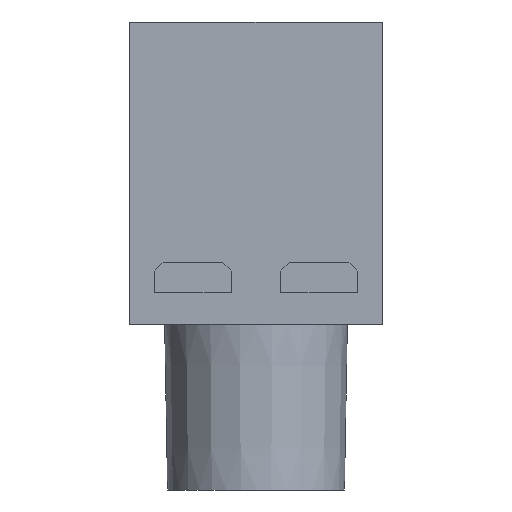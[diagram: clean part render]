
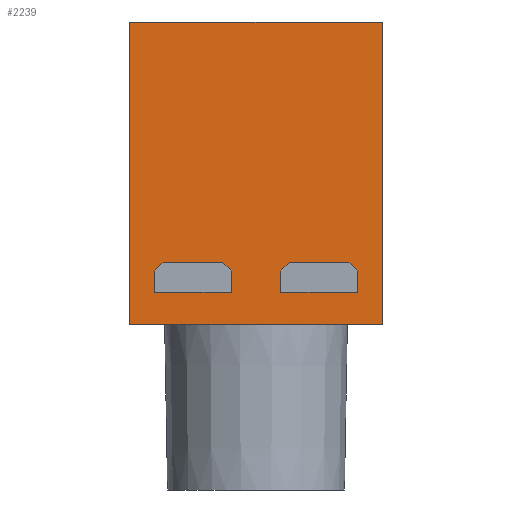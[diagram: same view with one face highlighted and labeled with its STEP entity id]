
A CAD part, front view. The second image highlights one B-rep face of the part: STEP entity #2239.
In plain terms, the highlighted planar face has unit normal (0, -1, 0).
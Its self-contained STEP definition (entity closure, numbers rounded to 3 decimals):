
#1772=PLANE('',#7770);
#2239=ADVANCED_FACE('',(#2496,#2497,#2498),#1772,.F.);
#2496=FACE_BOUND('',#2633,.T.);
#2497=FACE_BOUND('',#2634,.T.);
#2498=FACE_BOUND('',#2635,.T.);
#2633=EDGE_LOOP('',(#3256,#3257,#3258,#3259,#3260,#3261));
#2634=EDGE_LOOP('',(#3262,#3263,#3264,#3265,#3266,#3267));
#2635=EDGE_LOOP('',(#3268,#3269,#3270,#3271));
#3256=ORIENTED_EDGE('',*,*,#5064,.T.);
#3257=ORIENTED_EDGE('',*,*,#5065,.T.);
#3258=ORIENTED_EDGE('',*,*,#5066,.T.);
#3259=ORIENTED_EDGE('',*,*,#5067,.T.);
#3260=ORIENTED_EDGE('',*,*,#5068,.T.);
#3261=ORIENTED_EDGE('',*,*,#5069,.T.);
#3262=ORIENTED_EDGE('',*,*,#5070,.T.);
#3263=ORIENTED_EDGE('',*,*,#5071,.T.);
#3264=ORIENTED_EDGE('',*,*,#5072,.T.);
#3265=ORIENTED_EDGE('',*,*,#5073,.T.);
#3266=ORIENTED_EDGE('',*,*,#5074,.T.);
#3267=ORIENTED_EDGE('',*,*,#5075,.T.);
#3268=ORIENTED_EDGE('',*,*,#4920,.T.);
#3269=ORIENTED_EDGE('',*,*,#5038,.F.);
#3270=ORIENTED_EDGE('',*,*,#5076,.T.);
#3271=ORIENTED_EDGE('',*,*,#5062,.T.);
#4426=VERTEX_POINT('',#9842);
#4427=VERTEX_POINT('',#9844);
#4508=VERTEX_POINT('',#10089);
#4526=VERTEX_POINT('',#10134);
#4527=VERTEX_POINT('',#10138);
#4528=VERTEX_POINT('',#10139);
#4529=VERTEX_POINT('',#10141);
#4530=VERTEX_POINT('',#10143);
#4531=VERTEX_POINT('',#10145);
#4532=VERTEX_POINT('',#10147);
#4533=VERTEX_POINT('',#10150);
#4534=VERTEX_POINT('',#10151);
#4535=VERTEX_POINT('',#10153);
#4536=VERTEX_POINT('',#10155);
#4537=VERTEX_POINT('',#10157);
#4538=VERTEX_POINT('',#10159);
#4920=EDGE_CURVE('',#4427,#4426,#6056,.T.);
#5038=EDGE_CURVE('',#4508,#4426,#6156,.T.);
#5062=EDGE_CURVE('',#4526,#4427,#6180,.T.);
#5064=EDGE_CURVE('',#4527,#4528,#6182,.T.);
#5065=EDGE_CURVE('',#4528,#4529,#6183,.T.);
#5066=EDGE_CURVE('',#4529,#4530,#6184,.T.);
#5067=EDGE_CURVE('',#4530,#4531,#6185,.T.);
#5068=EDGE_CURVE('',#4531,#4532,#6186,.T.);
#5069=EDGE_CURVE('',#4532,#4527,#6187,.T.);
#5070=EDGE_CURVE('',#4533,#4534,#6188,.T.);
#5071=EDGE_CURVE('',#4534,#4535,#6189,.T.);
#5072=EDGE_CURVE('',#4535,#4536,#6190,.T.);
#5073=EDGE_CURVE('',#4536,#4537,#6191,.T.);
#5074=EDGE_CURVE('',#4537,#4538,#6192,.T.);
#5075=EDGE_CURVE('',#4538,#4533,#6193,.T.);
#5076=EDGE_CURVE('',#4508,#4526,#6194,.T.);
#6056=LINE('',#9843,#6724);
#6156=LINE('',#10090,#6824);
#6180=LINE('',#10133,#6848);
#6182=LINE('',#10137,#6850);
#6183=LINE('',#10140,#6851);
#6184=LINE('',#10142,#6852);
#6185=LINE('',#10144,#6853);
#6186=LINE('',#10146,#6854);
#6187=LINE('',#10148,#6855);
#6188=LINE('',#10149,#6856);
#6189=LINE('',#10152,#6857);
#6190=LINE('',#10154,#6858);
#6191=LINE('',#10156,#6859);
#6192=LINE('',#10158,#6860);
#6193=LINE('',#10160,#6861);
#6194=LINE('',#10161,#6862);
#6724=VECTOR('',#8299,1.);
#6824=VECTOR('',#8483,1.);
#6848=VECTOR('',#8511,1.);
#6850=VECTOR('',#8515,1.);
#6851=VECTOR('',#8516,1.);
#6852=VECTOR('',#8517,1.);
#6853=VECTOR('',#8518,1.);
#6854=VECTOR('',#8519,1.);
#6855=VECTOR('',#8520,1.);
#6856=VECTOR('',#8521,1.);
#6857=VECTOR('',#8522,1.);
#6858=VECTOR('',#8523,1.);
#6859=VECTOR('',#8524,1.);
#6860=VECTOR('',#8525,1.);
#6861=VECTOR('',#8526,1.);
#6862=VECTOR('',#8527,1.);
#7770=AXIS2_PLACEMENT_3D('',#10162,#8528,#8529);
#8299=DIRECTION('',(-1.,0.,0.));
#8483=DIRECTION('',(0.,0.,1.));
#8511=DIRECTION('',(0.,0.,1.));
#8515=DIRECTION('',(1.,0.,0.));
#8516=DIRECTION('',(0.707,0.,-0.707));
#8517=DIRECTION('',(0.,0.,-1.));
#8518=DIRECTION('',(-1.,0.,0.));
#8519=DIRECTION('',(0.,0.,1.));
#8520=DIRECTION('',(0.707,0.,0.707));
#8521=DIRECTION('',(1.,0.,0.));
#8522=DIRECTION('',(0.707,0.,-0.707));
#8523=DIRECTION('',(0.,0.,-1.));
#8524=DIRECTION('',(-1.,0.,0.));
#8525=DIRECTION('',(0.,0.,1.));
#8526=DIRECTION('',(0.707,0.,0.707));
#8527=DIRECTION('',(1.,0.,0.));
#8528=DIRECTION('',(0.,1.,0.));
#8529=DIRECTION('',(1.,0.,0.));
#9842=CARTESIAN_POINT('',(-7.325,-15.15,31.5));
#9843=CARTESIAN_POINT('',(22.025,-15.15,31.5));
#9844=CARTESIAN_POINT('',(22.025,-15.15,31.5));
#10089=CARTESIAN_POINT('',(-7.325,-15.15,-3.7));
#10090=CARTESIAN_POINT('',(-7.325,-15.15,3.5));
#10133=CARTESIAN_POINT('',(22.025,-15.15,3.5));
#10134=CARTESIAN_POINT('',(22.025,-15.15,-3.7));
#10137=CARTESIAN_POINT('',(22.025,-15.15,3.5));
#10138=CARTESIAN_POINT('',(11.225,-15.15,3.5));
#10139=CARTESIAN_POINT('',(18.175,-15.15,3.5));
#10140=CARTESIAN_POINT('',(18.175,-15.15,3.5));
#10141=CARTESIAN_POINT('',(19.175,-15.15,2.5));
#10142=CARTESIAN_POINT('',(19.175,-15.15,2.5));
#10143=CARTESIAN_POINT('',(19.175,-15.15,0.));
#10144=CARTESIAN_POINT('',(19.175,-15.15,0.));
#10145=CARTESIAN_POINT('',(10.225,-15.15,0.));
#10146=CARTESIAN_POINT('',(10.225,-15.15,0.));
#10147=CARTESIAN_POINT('',(10.225,-15.15,2.5));
#10148=CARTESIAN_POINT('',(10.225,-15.15,2.5));
#10149=CARTESIAN_POINT('',(22.025,-15.15,3.5));
#10150=CARTESIAN_POINT('',(-3.475,-15.15,3.5));
#10151=CARTESIAN_POINT('',(3.475,-15.15,3.5));
#10152=CARTESIAN_POINT('',(3.475,-15.15,3.5));
#10153=CARTESIAN_POINT('',(4.475,-15.15,2.5));
#10154=CARTESIAN_POINT('',(4.475,-15.15,2.5));
#10155=CARTESIAN_POINT('',(4.475,-15.15,0.));
#10156=CARTESIAN_POINT('',(4.475,-15.15,0.));
#10157=CARTESIAN_POINT('',(-4.475,-15.15,0.));
#10158=CARTESIAN_POINT('',(-4.475,-15.15,0.));
#10159=CARTESIAN_POINT('',(-4.475,-15.15,2.5));
#10160=CARTESIAN_POINT('',(-4.475,-15.15,2.5));
#10161=CARTESIAN_POINT('',(-7.325,-15.15,-3.7));
#10162=CARTESIAN_POINT('',(22.025,-15.15,3.5));
